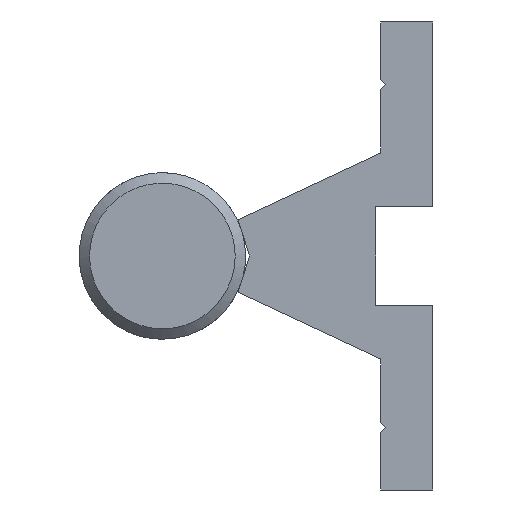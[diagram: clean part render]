
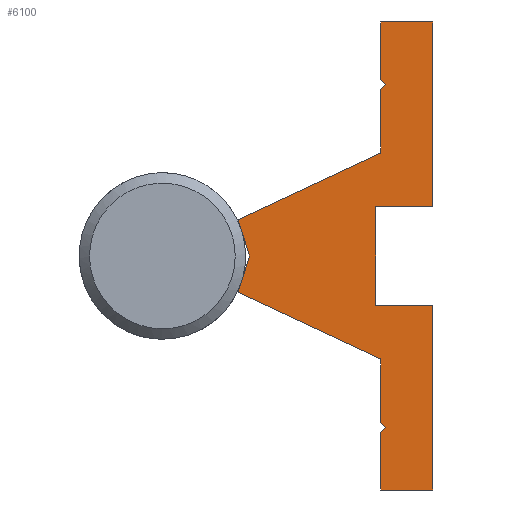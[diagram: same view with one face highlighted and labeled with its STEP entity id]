
A CAD part, left-side view. The second image highlights one B-rep face of the part: STEP entity #6100.
In plain terms, the highlighted free-form (B-spline) face has degree [1, 1] with [2, 2] control points.
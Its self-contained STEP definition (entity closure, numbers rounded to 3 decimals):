
#10 = CARTESIAN_POINT ('', (0., 5., 16.));
#20 = VERTEX_POINT ('', #10);
#30 = CARTESIAN_POINT ('', (0., 4.5, 16.5));
#40 = VERTEX_POINT ('', #30);
#50 = CARTESIAN_POINT ('', (0., 5., 16.));
#60 = CARTESIAN_POINT ('', (0., 4.5, 16.5));
#70 = B_SPLINE_CURVE_WITH_KNOTS ('', 1, (#50, #60), .UNSPECIFIED., .F., .U., (2, 2), (0., 1.), .UNSPECIFIED.);
#80 = EDGE_CURVE ('', #20, #40, #70, .T.);
#390 = CARTESIAN_POINT ('', (0., 5., 17.));
#400 = VERTEX_POINT ('', #390);
#410 = CARTESIAN_POINT ('', (0., 4.5, 16.5));
#420 = CARTESIAN_POINT ('', (0., 5., 17.));
#430 = B_SPLINE_CURVE_WITH_KNOTS ('', 1, (#410, #420), .UNSPECIFIED., .F., .U., (2, 2), (0., 1.), .UNSPECIFIED.);
#440 = EDGE_CURVE ('', #40, #400, #430, .T.);
#690 = CARTESIAN_POINT ('', (0., 5., 22.5));
#700 = VERTEX_POINT ('', #690);
#710 = CARTESIAN_POINT ('', (0., 5., 17.));
#720 = CARTESIAN_POINT ('', (0., 5., 22.5));
#730 = B_SPLINE_CURVE_WITH_KNOTS ('', 1, (#710, #720), .UNSPECIFIED., .F., .U., (2, 2), (0., 1.), .UNSPECIFIED.);
#740 = EDGE_CURVE ('', #400, #700, #730, .T.);
#970 = CARTESIAN_POINT ('', (0., 0., 22.5));
#980 = VERTEX_POINT ('', #970);
#990 = CARTESIAN_POINT ('', (0., 5., 22.5));
#1000 = CARTESIAN_POINT ('', (0., 0., 22.5));
#1010 = B_SPLINE_CURVE_WITH_KNOTS ('', 1, (#990, #1000), .UNSPECIFIED., .F., .U., (2, 2), (0., 1.), .UNSPECIFIED.);
#1020 = EDGE_CURVE ('', #700, #980, #1010, .T.);
#1250 = CARTESIAN_POINT ('', (0., 0., 4.75));
#1260 = VERTEX_POINT ('', #1250);
#1270 = CARTESIAN_POINT ('', (0., 0., 4.75));
#1280 = CARTESIAN_POINT ('', (0., 0., 22.5));
#1290 = B_SPLINE_CURVE_WITH_KNOTS ('', 1, (#1270, #1280), .UNSPECIFIED., .F., .U., (2, 2), (0., 1.), .UNSPECIFIED.);
#1300 = EDGE_CURVE ('', #1260, #980, #1290, .T.);
#1530 = CARTESIAN_POINT ('', (0., 5.5, 4.75));
#1540 = VERTEX_POINT ('', #1530);
#1550 = CARTESIAN_POINT ('', (0., 5.5, 4.75));
#1560 = CARTESIAN_POINT ('', (0., 0., 4.75));
#1570 = B_SPLINE_CURVE_WITH_KNOTS ('', 1, (#1550, #1560), .UNSPECIFIED., .F., .U., (2, 2), (0., 1.), .UNSPECIFIED.);
#1580 = EDGE_CURVE ('', #1540, #1260, #1570, .T.);
#1810 = CARTESIAN_POINT ('', (0., 5.5, -4.75));
#1820 = VERTEX_POINT ('', #1810);
#1830 = CARTESIAN_POINT ('', (0., 5.5, -4.75));
#1840 = CARTESIAN_POINT ('', (0., 5.5, 4.75));
#1850 = B_SPLINE_CURVE_WITH_KNOTS ('', 1, (#1830, #1840), .UNSPECIFIED., .F., .U., (2, 2), (0., 1.), .UNSPECIFIED.);
#1860 = EDGE_CURVE ('', #1820, #1540, #1850, .T.);
#2090 = CARTESIAN_POINT ('', (0., 0., -4.75));
#2100 = VERTEX_POINT ('', #2090);
#2110 = CARTESIAN_POINT ('', (0., 5.5, -4.75));
#2120 = CARTESIAN_POINT ('', (0., 0., -4.75));
#2130 = B_SPLINE_CURVE_WITH_KNOTS ('', 1, (#2110, #2120), .UNSPECIFIED., .F., .U., (2, 2), (0., 1.), .UNSPECIFIED.);
#2140 = EDGE_CURVE ('', #1820, #2100, #2130, .T.);
#2370 = CARTESIAN_POINT ('', (0., 0., -22.5));
#2380 = VERTEX_POINT ('', #2370);
#2390 = CARTESIAN_POINT ('', (0., 0., -4.75));
#2400 = CARTESIAN_POINT ('', (0., 0., -22.5));
#2410 = B_SPLINE_CURVE_WITH_KNOTS ('', 1, (#2390, #2400), .UNSPECIFIED., .F., .U., (2, 2), (0., 1.), .UNSPECIFIED.);
#2420 = EDGE_CURVE ('', #2100, #2380, #2410, .T.);
#2650 = CARTESIAN_POINT ('', (0., 5., -22.5));
#2660 = VERTEX_POINT ('', #2650);
#2670 = CARTESIAN_POINT ('', (0., 0., -22.5));
#2680 = CARTESIAN_POINT ('', (0., 5., -22.5));
#2690 = B_SPLINE_CURVE_WITH_KNOTS ('', 1, (#2670, #2680), .UNSPECIFIED., .F., .U., (2, 2), (0., 1.), .UNSPECIFIED.);
#2700 = EDGE_CURVE ('', #2380, #2660, #2690, .T.);
#2930 = CARTESIAN_POINT ('', (0., 5., -17.));
#2940 = VERTEX_POINT ('', #2930);
#2950 = CARTESIAN_POINT ('', (0., 5., -22.5));
#2960 = CARTESIAN_POINT ('', (0., 5., -17.));
#2970 = B_SPLINE_CURVE_WITH_KNOTS ('', 1, (#2950, #2960), .UNSPECIFIED., .F., .U., (2, 2), (0., 1.), .UNSPECIFIED.);
#2980 = EDGE_CURVE ('', #2660, #2940, #2970, .T.);
#3210 = CARTESIAN_POINT ('', (0., 4.5, -16.5));
#3220 = VERTEX_POINT ('', #3210);
#3230 = CARTESIAN_POINT ('', (0., 4.5, -16.5));
#3240 = CARTESIAN_POINT ('', (0., 4.667, -16.667));
#3250 = CARTESIAN_POINT ('', (0., 4.833, -16.833));
#3260 = CARTESIAN_POINT ('', (0., 5., -17.));
#3270 = B_SPLINE_CURVE_WITH_KNOTS ('', 3, (#3230, #3240, #3250, #3260), .UNSPECIFIED., .F., .U., (4, 4), (0., 1.), .UNSPECIFIED.);
#3280 = EDGE_CURVE ('', #3220, #2940, #3270, .T.);
#3530 = CARTESIAN_POINT ('', (0., 5., -16.));
#3540 = VERTEX_POINT ('', #3530);
#3550 = CARTESIAN_POINT ('', (0., 5., -16.));
#3560 = CARTESIAN_POINT ('', (0., 4.833, -16.167));
#3570 = CARTESIAN_POINT ('', (0., 4.667, -16.333));
#3580 = CARTESIAN_POINT ('', (0., 4.5, -16.5));
#3590 = B_SPLINE_CURVE_WITH_KNOTS ('', 3, (#3550, #3560, #3570, #3580), .UNSPECIFIED., .F., .U., (4, 4), (0., 1.), .UNSPECIFIED.);
#3600 = EDGE_CURVE ('', #3540, #3220, #3590, .T.);
#3850 = CARTESIAN_POINT ('', (0., 5., -9.9));
#3860 = VERTEX_POINT ('', #3850);
#3870 = CARTESIAN_POINT ('', (0., 5., -16.));
#3880 = CARTESIAN_POINT ('', (0., 5., -9.9));
#3890 = B_SPLINE_CURVE_WITH_KNOTS ('', 1, (#3870, #3880), .UNSPECIFIED., .F., .U., (2, 2), (0., 1.), .UNSPECIFIED.);
#3900 = EDGE_CURVE ('', #3540, #3860, #3890, .T.);
#4130 = CARTESIAN_POINT ('', (0., 18.726, -3.5));
#4140 = VERTEX_POINT ('', #4130);
#4150 = CARTESIAN_POINT ('', (0., 5., -9.9));
#4160 = CARTESIAN_POINT ('', (0., 18.726, -3.5));
#4170 = B_SPLINE_CURVE_WITH_KNOTS ('', 1, (#4150, #4160), .UNSPECIFIED., .F., .U., (2, 2), (0., 1.), .UNSPECIFIED.);
#4180 = EDGE_CURVE ('', #3860, #4140, #4170, .T.);
#4430 = CARTESIAN_POINT ('', (0., 17.622, 0.));
#4440 = VERTEX_POINT ('', #4430);
#4450 = CARTESIAN_POINT ('', (0., 18.726, -3.5));
#4460 = CARTESIAN_POINT ('', (0., 17.622, 0.));
#4470 = B_SPLINE_CURVE_WITH_KNOTS ('', 1, (#4450, #4460), .UNSPECIFIED., .F., .U., (2, 2), (0., 1.), .UNSPECIFIED.);
#4480 = EDGE_CURVE ('', #4140, #4440, #4470, .T.);
#4730 = CARTESIAN_POINT ('', (0., 18.726, 3.5));
#4740 = VERTEX_POINT ('', #4730);
#4750 = CARTESIAN_POINT ('', (0., 18.726, 3.5));
#4760 = CARTESIAN_POINT ('', (0., 18.358, 2.333));
#4770 = CARTESIAN_POINT ('', (0., 17.99, 1.167));
#4780 = CARTESIAN_POINT ('', (0., 17.622, 0.));
#4790 = B_SPLINE_CURVE_WITH_KNOTS ('', 3, (#4750, #4760, #4770, #4780), .UNSPECIFIED., .F., .U., (4, 4), (0., 1.), .UNSPECIFIED.);
#4800 = EDGE_CURVE ('', #4740, #4440, #4790, .T.);
#5050 = CARTESIAN_POINT ('', (0., 5., 9.9));
#5060 = VERTEX_POINT ('', #5050);
#5070 = CARTESIAN_POINT ('', (0., 5., 9.9));
#5080 = CARTESIAN_POINT ('', (0., 9.575, 7.767));
#5090 = CARTESIAN_POINT ('', (0., 14.151, 5.633));
#5100 = CARTESIAN_POINT ('', (0., 18.726, 3.5));
#5110 = B_SPLINE_CURVE_WITH_KNOTS ('', 3, (#5070, #5080, #5090, #5100), .UNSPECIFIED., .F., .U., (4, 4), (0., 1.), .UNSPECIFIED.);
#5120 = EDGE_CURVE ('', #5060, #4740, #5110, .T.);
#5370 = CARTESIAN_POINT ('', (0., 5., 16.));
#5380 = CARTESIAN_POINT ('', (0., 5., 9.9));
#5390 = B_SPLINE_CURVE_WITH_KNOTS ('', 1, (#5370, #5380), .UNSPECIFIED., .F., .U., (2, 2), (0., 1.), .UNSPECIFIED.);
#5400 = EDGE_CURVE ('', #20, #5060, #5390, .T.);
#5840 = ORIENTED_EDGE ('', *, *, #1580, .T.);
#5850 = ORIENTED_EDGE ('', *, *, #1300, .T.);
#5860 = ORIENTED_EDGE ('', *, *, #1020, .F.);
#5870 = ORIENTED_EDGE ('', *, *, #740, .F.);
#5880 = ORIENTED_EDGE ('', *, *, #440, .F.);
#5890 = ORIENTED_EDGE ('', *, *, #80, .F.);
#5900 = ORIENTED_EDGE ('', *, *, #5400, .T.);
#5910 = ORIENTED_EDGE ('', *, *, #5120, .T.);
#5920 = ORIENTED_EDGE ('', *, *, #4800, .T.);
#5930 = ORIENTED_EDGE ('', *, *, #4480, .F.);
#5940 = ORIENTED_EDGE ('', *, *, #4180, .F.);
#5950 = ORIENTED_EDGE ('', *, *, #3900, .F.);
#5960 = ORIENTED_EDGE ('', *, *, #3600, .T.);
#5970 = ORIENTED_EDGE ('', *, *, #3280, .T.);
#5980 = ORIENTED_EDGE ('', *, *, #2980, .F.);
#5990 = ORIENTED_EDGE ('', *, *, #2700, .F.);
#6000 = ORIENTED_EDGE ('', *, *, #2420, .F.);
#6010 = ORIENTED_EDGE ('', *, *, #2140, .F.);
#6020 = ORIENTED_EDGE ('', *, *, #1860, .T.);
#6030 = EDGE_LOOP ('', (#5840, #5850, #5860, #5870, #5880, #5890, #5900, #5910, #5920, #5930, #5940, #5950, #5960, #5970, #5980, #5990, #6000, #6010, #6020));
#6040 = FACE_OUTER_BOUND ('', #6030, .T.);
#6050 = CARTESIAN_POINT ('', (0., 0., -22.5));
#6060 = CARTESIAN_POINT ('', (0., 18.838, -22.5));
#6070 = CARTESIAN_POINT ('', (0., 0., 22.5));
#6080 = CARTESIAN_POINT ('', (0., 18.838, 22.5));
#6090 = B_SPLINE_SURFACE_WITH_KNOTS ('', 1, 1, ((#6050, #6060), (#6070, #6080)), .UNSPECIFIED., .F., .F., .U., (2, 2), (2, 2), (0., 1.), (0., 1.), .UNSPECIFIED.);
#6100 = ADVANCED_FACE ('', (#6040), #6090, .T.);
